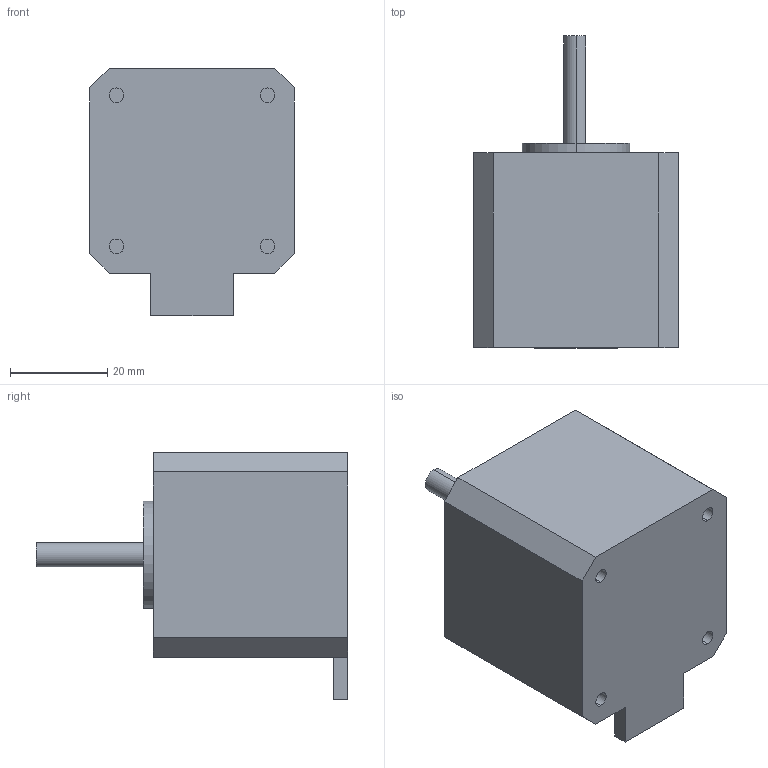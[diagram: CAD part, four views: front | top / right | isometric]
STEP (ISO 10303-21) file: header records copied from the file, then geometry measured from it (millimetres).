
FILE_DESCRIPTION (( 'STEP AP214' ), '1' );
FILE_NAME ('40-42 motor.step', '2018-06-21T12:57:18', ( 'User' ), ( 'china' ), 'SwSTEP 2.0', 'SolidWorks 2016', '' );
FILE_SCHEMA (( 'AUTOMOTIVE_DESIGN' ));
Length unit declared in the file: millimetre
Products named in the file (1): 40-42 motor
Bounding box: 42 x 64 x 50.7 mm (x, y, z)
Volume: 70101.5 mm3; surface area: 11523.4 mm2
Topology: 1 solids, 1 shells, 52 faces, 114 edges, 76 vertices
Faces by surface type: plane 27, cylinder 25
Entity records: 1482 total; most frequent: DIRECTION 270, CARTESIAN_POINT 243, ORIENTED_EDGE 228, EDGE_CURVE 114, AXIS2_PLACEMENT_3D 103, VERTEX_POINT 76, EDGE_LOOP 64, LINE 64
